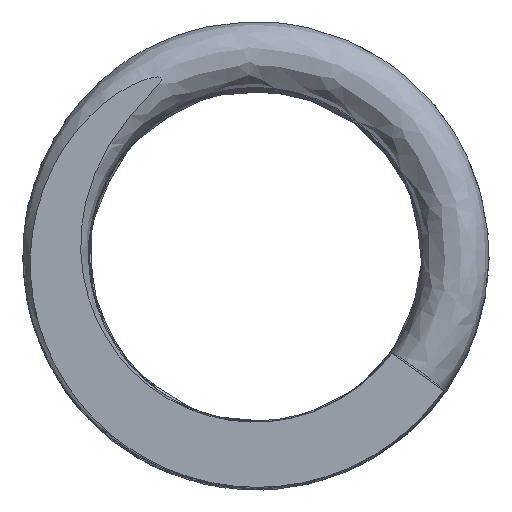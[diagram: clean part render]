
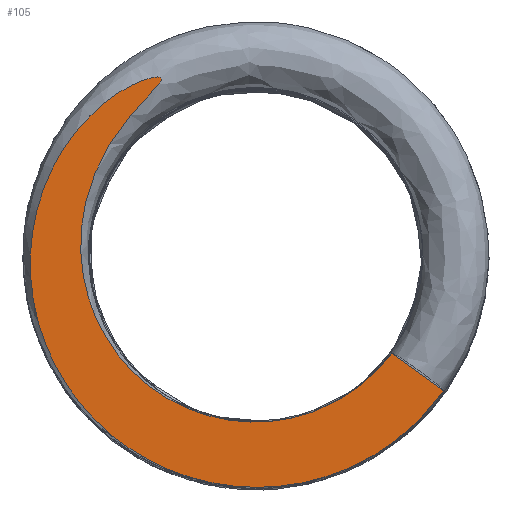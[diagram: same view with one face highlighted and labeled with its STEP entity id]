
A CAD part, top view. The second image highlights one B-rep face of the part: STEP entity #105.
In plain terms, the highlighted planar face has unit normal (0, 0, 1).
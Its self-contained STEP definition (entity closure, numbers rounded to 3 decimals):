
#21=FACE_OUTER_BOUND('',#28,.T.);
#28=EDGE_LOOP('',(#75,#76,#77));
#34=LINE('',#264,#36);
#36=VECTOR('',#146,10.);
#38=B_SPLINE_CURVE_WITH_KNOTS('',3,(#209,#210,#211,#212,#213,#214,#215,
#216,#217,#218,#219,#220,#221,#222,#223,#224,#225,#226,#227,#228,#229,#230,
#231,#232,#233,#234,#235,#236,#237,#238,#239,#240,#241,#242,#243,#244,#245,
#246,#247,#248,#249,#250,#251,#252,#253,#254,#255,#256,#257,#258,#259,#260,
#261,#262),.UNSPECIFIED.,.F.,.F.,(4,2,2,2,2,2,2,2,2,2,2,2,2,2,2,2,2,2,2,
2,2,2,2,2,2,2,4),(-0.984,-0.942,-0.9,
-0.85,-0.8,-0.75,-0.701,
-0.653,-0.606,-0.561,-0.515,
-0.499,-0.493,-0.491,-0.489,
-0.487,-0.486,-0.483,-0.465,
-0.428,-0.384,-0.327,-0.271,
-0.216,-0.162,-0.108,-0.082),
 .UNSPECIFIED.);
#39=B_SPLINE_CURVE_WITH_KNOTS('',3,(#265,#266,#267,#268,#269,#270,#271,
#272,#273,#274,#275,#276,#277,#278,#279,#280,#281,#282,#283,#284,#285,#286),
 .UNSPECIFIED.,.F.,.F.,(4,3,3,3,3,3,3,4),(-0.082,-0.065,
-0.061,-0.054,-0.037,-0.021,
-0.004,0.),.UNSPECIFIED.);
#50=VERTEX_POINT('',#207);
#51=VERTEX_POINT('',#208);
#52=VERTEX_POINT('',#263);
#60=EDGE_CURVE('',#50,#51,#38,.T.);
#61=EDGE_CURVE('',#52,#50,#34,.T.);
#62=EDGE_CURVE('',#51,#52,#39,.T.);
#75=ORIENTED_EDGE('',*,*,#60,.F.);
#76=ORIENTED_EDGE('',*,*,#61,.F.);
#77=ORIENTED_EDGE('',*,*,#62,.F.);
#101=PLANE('',#133);
#105=ADVANCED_FACE('',(#21),#101,.F.);
#133=AXIS2_PLACEMENT_3D('',#206,#144,#145);
#144=DIRECTION('center_axis',(0.,0.,-1.));
#145=DIRECTION('ref_axis',(-1.,0.,0.));
#146=DIRECTION('',(0.809,-0.588,0.));
#206=CARTESIAN_POINT('Origin',(0.,0.,6.285));
#207=CARTESIAN_POINT('',(1.519,-1.099,6.285));
#208=CARTESIAN_POINT('',(0.455,-1.271,6.285));
#209=CARTESIAN_POINT('Ctrl Pts',(1.519,-1.099,6.285));
#210=CARTESIAN_POINT('Ctrl Pts',(1.402,-1.263,6.285));
#211=CARTESIAN_POINT('Ctrl Pts',(1.26,-1.407,6.285));
#212=CARTESIAN_POINT('Ctrl Pts',(0.933,-1.644,6.285));
#213=CARTESIAN_POINT('Ctrl Pts',(0.751,-1.735,6.285));
#214=CARTESIAN_POINT('Ctrl Pts',(0.328,-1.867,6.285));
#215=CARTESIAN_POINT('Ctrl Pts',(0.087,-1.892,6.285));
#216=CARTESIAN_POINT('Ctrl Pts',(-0.393,-1.85,6.285));
#217=CARTESIAN_POINT('Ctrl Pts',(-0.625,-1.782,6.285));
#218=CARTESIAN_POINT('Ctrl Pts',(-1.05,-1.562,6.285));
#219=CARTESIAN_POINT('Ctrl Pts',(-1.239,-1.412,6.285));
#220=CARTESIAN_POINT('Ctrl Pts',(-1.545,-1.05,6.285));
#221=CARTESIAN_POINT('Ctrl Pts',(-1.661,-0.842,6.285));
#222=CARTESIAN_POINT('Ctrl Pts',(-1.805,-0.397,6.285));
#223=CARTESIAN_POINT('Ctrl Pts',(-1.833,-0.165,6.285));
#224=CARTESIAN_POINT('Ctrl Pts',(-1.797,0.289,6.285));
#225=CARTESIAN_POINT('Ctrl Pts',(-1.737,0.507,6.285));
#226=CARTESIAN_POINT('Ctrl Pts',(-1.537,0.901,6.285));
#227=CARTESIAN_POINT('Ctrl Pts',(-1.408,1.063,6.285));
#228=CARTESIAN_POINT('Ctrl Pts',(-1.12,1.313,6.285));
#229=CARTESIAN_POINT('Ctrl Pts',(-0.982,1.384,6.285));
#230=CARTESIAN_POINT('Ctrl Pts',(-0.856,1.426,6.285));
#231=CARTESIAN_POINT('Ctrl Pts',(-0.829,1.432,6.285));
#232=CARTESIAN_POINT('Ctrl Pts',(-0.8,1.434,6.285));
#233=CARTESIAN_POINT('Ctrl Pts',(-0.791,1.434,6.285));
#234=CARTESIAN_POINT('Ctrl Pts',(-0.779,1.432,6.285));
#235=CARTESIAN_POINT('Ctrl Pts',(-0.776,1.431,6.285));
#236=CARTESIAN_POINT('Ctrl Pts',(-0.771,1.428,6.285));
#237=CARTESIAN_POINT('Ctrl Pts',(-0.769,1.427,6.285));
#238=CARTESIAN_POINT('Ctrl Pts',(-0.766,1.424,6.285));
#239=CARTESIAN_POINT('Ctrl Pts',(-0.765,1.422,6.285));
#240=CARTESIAN_POINT('Ctrl Pts',(-0.764,1.418,6.285));
#241=CARTESIAN_POINT('Ctrl Pts',(-0.763,1.415,6.285));
#242=CARTESIAN_POINT('Ctrl Pts',(-0.764,1.409,6.285));
#243=CARTESIAN_POINT('Ctrl Pts',(-0.765,1.405,6.285));
#244=CARTESIAN_POINT('Ctrl Pts',(-0.775,1.38,6.285));
#245=CARTESIAN_POINT('Ctrl Pts',(-0.802,1.349,6.285));
#246=CARTESIAN_POINT('Ctrl Pts',(-0.918,1.226,6.285));
#247=CARTESIAN_POINT('Ctrl Pts',(-1.042,1.105,6.285));
#248=CARTESIAN_POINT('Ctrl Pts',(-1.29,0.72,6.285));
#249=CARTESIAN_POINT('Ctrl Pts',(-1.35,0.532,6.285));
#250=CARTESIAN_POINT('Ctrl Pts',(-1.42,0.203,6.285));
#251=CARTESIAN_POINT('Ctrl Pts',(-1.424,0.011,6.285));
#252=CARTESIAN_POINT('Ctrl Pts',(-1.36,-0.359,6.285));
#253=CARTESIAN_POINT('Ctrl Pts',(-1.293,-0.534,6.285));
#254=CARTESIAN_POINT('Ctrl Pts',(-1.098,-0.847,6.285));
#255=CARTESIAN_POINT('Ctrl Pts',(-0.972,-0.981,
6.285));
#256=CARTESIAN_POINT('Ctrl Pts',(-0.677,-1.194,6.285));
#257=CARTESIAN_POINT('Ctrl Pts',(-0.511,-1.271,6.285));
#258=CARTESIAN_POINT('Ctrl Pts',(-0.16,-1.355,6.285));
#259=CARTESIAN_POINT('Ctrl Pts',(0.021,-1.363,6.285));
#260=CARTESIAN_POINT('Ctrl Pts',(0.286,-1.322,6.285));
#261=CARTESIAN_POINT('Ctrl Pts',(0.372,-1.301,6.285));
#262=CARTESIAN_POINT('Ctrl Pts',(0.455,-1.271,6.285));
#263=CARTESIAN_POINT('',(1.099,-0.794,6.285));
#264=CARTESIAN_POINT('',(0.655,-0.472,6.285));
#265=CARTESIAN_POINT('Ctrl Pts',(0.455,-1.271,6.285));
#266=CARTESIAN_POINT('Ctrl Pts',(0.507,-1.252,6.285));
#267=CARTESIAN_POINT('Ctrl Pts',(0.558,-1.231,6.285));
#268=CARTESIAN_POINT('Ctrl Pts',(0.608,-1.206,6.285));
#269=CARTESIAN_POINT('Ctrl Pts',(0.619,-1.2,6.285));
#270=CARTESIAN_POINT('Ctrl Pts',(0.63,-1.195,6.285));
#271=CARTESIAN_POINT('Ctrl Pts',(0.641,-1.189,6.285));
#272=CARTESIAN_POINT('Ctrl Pts',(0.661,-1.178,6.285));
#273=CARTESIAN_POINT('Ctrl Pts',(0.681,-1.166,6.285));
#274=CARTESIAN_POINT('Ctrl Pts',(0.701,-1.154,6.285));
#275=CARTESIAN_POINT('Ctrl Pts',(0.749,-1.125,6.285));
#276=CARTESIAN_POINT('Ctrl Pts',(0.795,-1.094,6.285));
#277=CARTESIAN_POINT('Ctrl Pts',(0.839,-1.06,6.285));
#278=CARTESIAN_POINT('Ctrl Pts',(0.883,-1.025,6.285));
#279=CARTESIAN_POINT('Ctrl Pts',(0.925,-0.988,6.285));
#280=CARTESIAN_POINT('Ctrl Pts',(0.965,-0.949,6.285));
#281=CARTESIAN_POINT('Ctrl Pts',(1.004,-0.91,6.285));
#282=CARTESIAN_POINT('Ctrl Pts',(1.041,-0.868,6.285));
#283=CARTESIAN_POINT('Ctrl Pts',(1.075,-0.825,6.285));
#284=CARTESIAN_POINT('Ctrl Pts',(1.083,-0.815,6.285));
#285=CARTESIAN_POINT('Ctrl Pts',(1.091,-0.804,6.285));
#286=CARTESIAN_POINT('Ctrl Pts',(1.099,-0.794,6.285));
